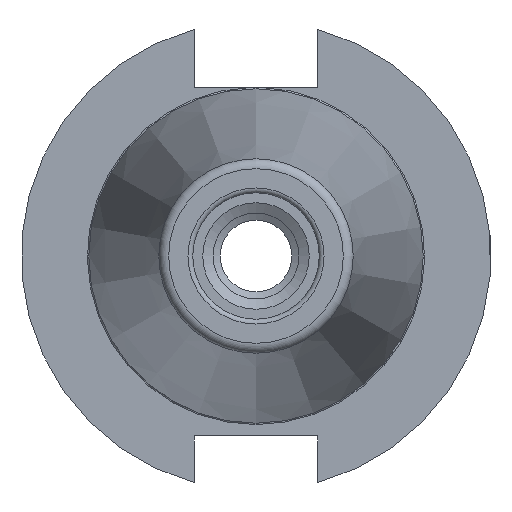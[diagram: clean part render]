
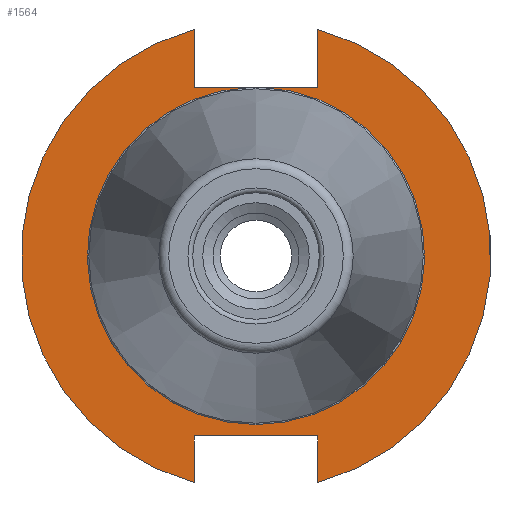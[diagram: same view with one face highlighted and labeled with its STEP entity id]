
A CAD part, left-side view. The second image highlights one B-rep face of the part: STEP entity #1564.
In plain terms, the highlighted planar face has unit normal (-1, 0, 0).
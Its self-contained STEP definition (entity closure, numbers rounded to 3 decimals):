
#48=PLANE('',#1755);
#167=FACE_OUTER_BOUND('',#261,.T.);
#261=EDGE_LOOP('',(#1313,#1314,#1315,#1316,#1317,#1318,#1319,#1320,#1321,
#1322,#1323));
#335=LINE('',#2835,#413);
#345=LINE('',#2915,#423);
#347=LINE('',#2918,#425);
#351=LINE('',#2975,#429);
#352=LINE('',#2977,#430);
#353=LINE('',#2983,#431);
#354=LINE('',#2985,#432);
#413=VECTOR('',#2123,10.);
#423=VECTOR('',#2135,10.);
#425=VECTOR('',#2139,10.);
#429=VECTOR('',#2177,10.);
#430=VECTOR('',#2178,10.);
#431=VECTOR('',#2183,10.);
#432=VECTOR('',#2184,10.);
#539=CIRCLE('',#1756,49.213);
#540=CIRCLE('',#1757,35.325);
#541=CIRCLE('',#1758,35.325);
#542=CIRCLE('',#1759,49.213);
#689=VERTEX_POINT('',#2832);
#690=VERTEX_POINT('',#2834);
#706=VERTEX_POINT('',#2912);
#707=VERTEX_POINT('',#2914);
#716=VERTEX_POINT('',#2972);
#717=VERTEX_POINT('',#2974);
#718=VERTEX_POINT('',#2976);
#719=VERTEX_POINT('',#2978);
#720=VERTEX_POINT('',#2980);
#721=VERTEX_POINT('',#2982);
#722=VERTEX_POINT('',#2984);
#895=EDGE_CURVE('',#690,#689,#335,.T.);
#913=EDGE_CURVE('',#707,#706,#345,.T.);
#915=EDGE_CURVE('',#689,#707,#347,.T.);
#931=EDGE_CURVE('',#706,#716,#539,.T.);
#932=EDGE_CURVE('',#716,#717,#351,.T.);
#933=EDGE_CURVE('',#717,#718,#352,.T.);
#934=EDGE_CURVE('',#719,#718,#540,.T.);
#935=EDGE_CURVE('',#720,#719,#541,.T.);
#936=EDGE_CURVE('',#720,#721,#353,.T.);
#937=EDGE_CURVE('',#721,#722,#354,.T.);
#938=EDGE_CURVE('',#722,#690,#542,.T.);
#1313=ORIENTED_EDGE('',*,*,#895,.T.);
#1314=ORIENTED_EDGE('',*,*,#915,.T.);
#1315=ORIENTED_EDGE('',*,*,#913,.T.);
#1316=ORIENTED_EDGE('',*,*,#931,.T.);
#1317=ORIENTED_EDGE('',*,*,#932,.T.);
#1318=ORIENTED_EDGE('',*,*,#933,.T.);
#1319=ORIENTED_EDGE('',*,*,#934,.F.);
#1320=ORIENTED_EDGE('',*,*,#935,.F.);
#1321=ORIENTED_EDGE('',*,*,#936,.T.);
#1322=ORIENTED_EDGE('',*,*,#937,.T.);
#1323=ORIENTED_EDGE('',*,*,#938,.T.);
#1564=ADVANCED_FACE('',(#167),#48,.T.);
#1755=AXIS2_PLACEMENT_3D('',#2971,#2173,#2174);
#1756=AXIS2_PLACEMENT_3D('',#2973,#2175,#2176);
#1757=AXIS2_PLACEMENT_3D('',#2979,#2179,#2180);
#1758=AXIS2_PLACEMENT_3D('',#2981,#2181,#2182);
#1759=AXIS2_PLACEMENT_3D('',#2986,#2185,#2186);
#2123=DIRECTION('',(0.,0.,1.));
#2135=DIRECTION('',(0.,0.,-1.));
#2139=DIRECTION('',(0.,-1.,0.));
#2173=DIRECTION('center_axis',(-1.,0.,0.));
#2174=DIRECTION('ref_axis',(0.,0.,1.));
#2175=DIRECTION('center_axis',(-1.,0.,0.));
#2176=DIRECTION('ref_axis',(0.,0.,1.));
#2177=DIRECTION('',(0.,0.,-1.));
#2178=DIRECTION('',(0.,1.,0.));
#2179=DIRECTION('center_axis',(-1.,0.,0.));
#2180=DIRECTION('ref_axis',(0.,1.,0.));
#2181=DIRECTION('center_axis',(-1.,0.,0.));
#2182=DIRECTION('ref_axis',(0.,1.,0.));
#2183=DIRECTION('',(0.,1.,0.));
#2184=DIRECTION('',(0.,0.,1.));
#2185=DIRECTION('center_axis',(-1.,0.,0.));
#2186=DIRECTION('ref_axis',(0.,0.,1.));
#2832=CARTESIAN_POINT('',(3.175,12.95,-37.7));
#2834=CARTESIAN_POINT('',(3.175,12.95,-47.478));
#2835=CARTESIAN_POINT('',(3.175,12.95,2.3));
#2912=CARTESIAN_POINT('',(3.175,-12.95,-47.478));
#2914=CARTESIAN_POINT('',(3.175,-12.95,-37.7));
#2915=CARTESIAN_POINT('',(3.175,-12.95,2.3));
#2918=CARTESIAN_POINT('',(3.175,0.,-37.7));
#2971=CARTESIAN_POINT('Origin',(3.175,0.,42.3));
#2972=CARTESIAN_POINT('',(3.175,-12.95,47.478));
#2973=CARTESIAN_POINT('Origin',(3.175,0.,0.));
#2974=CARTESIAN_POINT('',(3.175,-12.95,35.3));
#2975=CARTESIAN_POINT('',(3.175,-12.95,38.8));
#2976=CARTESIAN_POINT('',(3.175,-1.329,35.3));
#2977=CARTESIAN_POINT('',(3.175,0.,35.3));
#2978=CARTESIAN_POINT('',(3.175,0.,-35.325));
#2979=CARTESIAN_POINT('Origin',(3.175,0.,0.));
#2980=CARTESIAN_POINT('',(3.175,1.329,35.3));
#2981=CARTESIAN_POINT('Origin',(3.175,0.,0.));
#2982=CARTESIAN_POINT('',(3.175,12.95,35.3));
#2983=CARTESIAN_POINT('',(3.175,0.,35.3));
#2984=CARTESIAN_POINT('',(3.175,12.95,47.478));
#2985=CARTESIAN_POINT('',(3.175,12.95,38.8));
#2986=CARTESIAN_POINT('Origin',(3.175,0.,0.));
